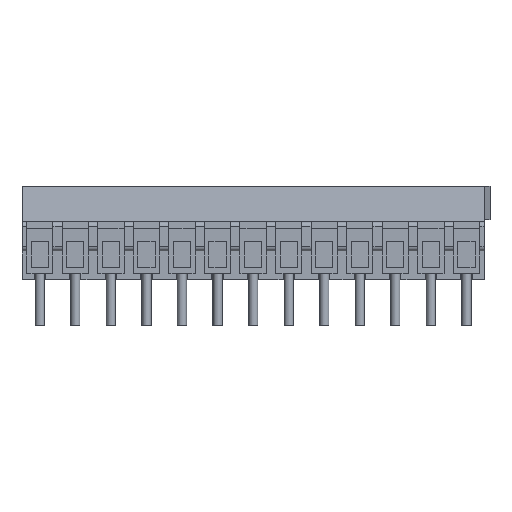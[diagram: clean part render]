
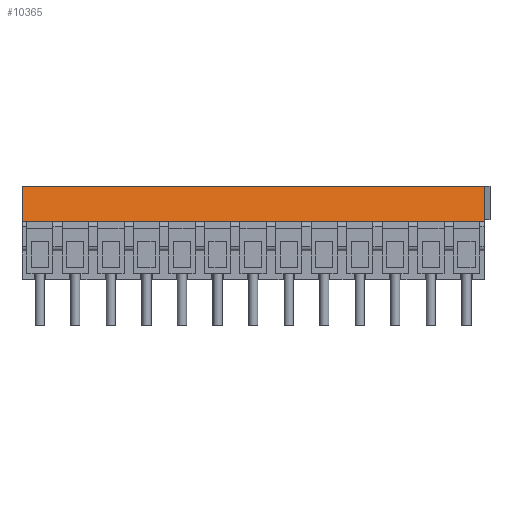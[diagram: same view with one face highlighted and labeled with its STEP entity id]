
A CAD part, front view. The second image highlights one B-rep face of the part: STEP entity #10365.
In plain terms, the highlighted planar face has unit normal (0, -0.985, 0.174).
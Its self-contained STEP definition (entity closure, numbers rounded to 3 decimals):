
#44 = PLANE('',#45);
#45 = AXIS2_PLACEMENT_3D('',#46,#47,#48);
#46 = CARTESIAN_POINT('',(-1.75,-0.574,4.593));
#47 = DIRECTION('',(-1.,-0.,-0.));
#48 = DIRECTION('',(0.,0.,-1.));
#2362 = PLANE('',#2363);
#2363 = AXIS2_PLACEMENT_3D('',#2364,#2365,#2366);
#2364 = CARTESIAN_POINT('',(43.75,-0.574,4.593));
#2365 = DIRECTION('',(1.,0.,0.));
#2366 = DIRECTION('',(0.,0.,1.));
#2546 = VERTEX_POINT('',#2547);
#2547 = CARTESIAN_POINT('',(-1.75,-3.45,5.7));
#2561 = PLANE('',#2562);
#2562 = AXIS2_PLACEMENT_3D('',#2563,#2564,#2565);
#2563 = CARTESIAN_POINT('',(21.,-3.723,5.7));
#2564 = DIRECTION('',(0.,0.,1.));
#2565 = DIRECTION('',(0.,1.,0.));
#2573 = EDGE_CURVE('',#2574,#2546,#2576,.T.);
#2574 = VERTEX_POINT('',#2575);
#2575 = CARTESIAN_POINT('',(-1.75,-2.83,9.2));
#2576 = SURFACE_CURVE('',#2577,(#2581,#2588),.PCURVE_S1.);
#2577 = LINE('',#2578,#2579);
#2578 = CARTESIAN_POINT('',(-1.75,-2.83,9.2));
#2579 = VECTOR('',#2580,1.);
#2580 = DIRECTION('',(0.,-0.174,-0.985));
#2581 = PCURVE('',#44,#2582);
#2582 = DEFINITIONAL_REPRESENTATION('',(#2583),#2587);
#2583 = LINE('',#2584,#2585);
#2584 = CARTESIAN_POINT('',(-4.607,2.256));
#2585 = VECTOR('',#2586,1.);
#2586 = DIRECTION('',(0.985,0.174));
#2587 = ( GEOMETRIC_REPRESENTATION_CONTEXT(2)
PARAMETRIC_REPRESENTATION_CONTEXT() REPRESENTATION_CONTEXT('2D SPACE',''
) );
#2588 = PCURVE('',#2589,#2594);
#2589 = PLANE('',#2590);
#2590 = AXIS2_PLACEMENT_3D('',#2591,#2592,#2593);
#2591 = CARTESIAN_POINT('',(-1.75,-2.83,9.2));
#2592 = DIRECTION('',(0.,0.985,-0.174));
#2593 = DIRECTION('',(0.,-0.174,-0.985));
#2594 = DEFINITIONAL_REPRESENTATION('',(#2595),#2599);
#2595 = LINE('',#2596,#2597);
#2596 = CARTESIAN_POINT('',(0.,0.));
#2597 = VECTOR('',#2598,1.);
#2598 = DIRECTION('',(1.,0.));
#2599 = ( GEOMETRIC_REPRESENTATION_CONTEXT(2)
PARAMETRIC_REPRESENTATION_CONTEXT() REPRESENTATION_CONTEXT('2D SPACE',''
) );
#2617 = PLANE('',#2618);
#2618 = AXIS2_PLACEMENT_3D('',#2619,#2620,#2621);
#2619 = CARTESIAN_POINT('',(21.029,0.104,9.2));
#2620 = DIRECTION('',(0.,0.,1.));
#2621 = DIRECTION('',(0.,1.,0.));
#3217 = VERTEX_POINT('',#3218);
#3218 = CARTESIAN_POINT('',(43.75,-2.83,9.2));
#3239 = EDGE_CURVE('',#3217,#3240,#3242,.T.);
#3240 = VERTEX_POINT('',#3241);
#3241 = CARTESIAN_POINT('',(43.75,-3.45,5.7));
#3242 = SURFACE_CURVE('',#3243,(#3247,#3254),.PCURVE_S1.);
#3243 = LINE('',#3244,#3245);
#3244 = CARTESIAN_POINT('',(43.75,-2.83,9.2));
#3245 = VECTOR('',#3246,1.);
#3246 = DIRECTION('',(0.,-0.174,-0.985));
#3247 = PCURVE('',#2362,#3248);
#3248 = DEFINITIONAL_REPRESENTATION('',(#3249),#3253);
#3249 = LINE('',#3250,#3251);
#3250 = CARTESIAN_POINT('',(4.607,2.256));
#3251 = VECTOR('',#3252,1.);
#3252 = DIRECTION('',(-0.985,0.174));
#3253 = ( GEOMETRIC_REPRESENTATION_CONTEXT(2)
PARAMETRIC_REPRESENTATION_CONTEXT() REPRESENTATION_CONTEXT('2D SPACE',''
) );
#3254 = PCURVE('',#2589,#3255);
#3255 = DEFINITIONAL_REPRESENTATION('',(#3256),#3260);
#3256 = LINE('',#3257,#3258);
#3257 = CARTESIAN_POINT('',(0.,-45.5));
#3258 = VECTOR('',#3259,1.);
#3259 = DIRECTION('',(1.,0.));
#3260 = ( GEOMETRIC_REPRESENTATION_CONTEXT(2)
PARAMETRIC_REPRESENTATION_CONTEXT() REPRESENTATION_CONTEXT('2D SPACE',''
) );
#9545 = EDGE_CURVE('',#2574,#3217,#9546,.T.);
#9546 = SURFACE_CURVE('',#9547,(#9551,#9558),.PCURVE_S1.);
#9547 = LINE('',#9548,#9549);
#9548 = CARTESIAN_POINT('',(-1.75,-2.83,9.2));
#9549 = VECTOR('',#9550,1.);
#9550 = DIRECTION('',(1.,0.,0.));
#9551 = PCURVE('',#2617,#9552);
#9552 = DEFINITIONAL_REPRESENTATION('',(#9553),#9557);
#9553 = LINE('',#9554,#9555);
#9554 = CARTESIAN_POINT('',(-2.934,22.779));
#9555 = VECTOR('',#9556,1.);
#9556 = DIRECTION('',(0.,-1.));
#9557 = ( GEOMETRIC_REPRESENTATION_CONTEXT(2)
PARAMETRIC_REPRESENTATION_CONTEXT() REPRESENTATION_CONTEXT('2D SPACE',''
) );
#9558 = PCURVE('',#2589,#9559);
#9559 = DEFINITIONAL_REPRESENTATION('',(#9560),#9564);
#9560 = LINE('',#9561,#9562);
#9561 = CARTESIAN_POINT('',(0.,0.));
#9562 = VECTOR('',#9563,1.);
#9563 = DIRECTION('',(0.,-1.));
#9564 = ( GEOMETRIC_REPRESENTATION_CONTEXT(2)
PARAMETRIC_REPRESENTATION_CONTEXT() REPRESENTATION_CONTEXT('2D SPACE',''
) );
#10365 = ADVANCED_FACE('',(#10366),#2589,.F.);
#10366 = FACE_BOUND('',#10367,.F.);
#10367 = EDGE_LOOP('',(#10368,#10369,#10370,#10391));
#10368 = ORIENTED_EDGE('',*,*,#9545,.T.);
#10369 = ORIENTED_EDGE('',*,*,#3239,.T.);
#10370 = ORIENTED_EDGE('',*,*,#10371,.F.);
#10371 = EDGE_CURVE('',#2546,#3240,#10372,.T.);
#10372 = SURFACE_CURVE('',#10373,(#10377,#10384),.PCURVE_S1.);
#10373 = LINE('',#10374,#10375);
#10374 = CARTESIAN_POINT('',(-1.75,-3.45,5.7));
#10375 = VECTOR('',#10376,1.);
#10376 = DIRECTION('',(1.,0.,0.));
#10377 = PCURVE('',#2589,#10378);
#10378 = DEFINITIONAL_REPRESENTATION('',(#10379),#10383);
#10379 = LINE('',#10380,#10381);
#10380 = CARTESIAN_POINT('',(3.554,0.));
#10381 = VECTOR('',#10382,1.);
#10382 = DIRECTION('',(0.,-1.));
#10383 = ( GEOMETRIC_REPRESENTATION_CONTEXT(2)
PARAMETRIC_REPRESENTATION_CONTEXT() REPRESENTATION_CONTEXT('2D SPACE',''
) );
#10384 = PCURVE('',#2561,#10385);
#10385 = DEFINITIONAL_REPRESENTATION('',(#10386),#10390);
#10386 = LINE('',#10387,#10388);
#10387 = CARTESIAN_POINT('',(0.273,22.75));
#10388 = VECTOR('',#10389,1.);
#10389 = DIRECTION('',(0.,-1.));
#10390 = ( GEOMETRIC_REPRESENTATION_CONTEXT(2)
PARAMETRIC_REPRESENTATION_CONTEXT() REPRESENTATION_CONTEXT('2D SPACE',''
) );
#10391 = ORIENTED_EDGE('',*,*,#2573,.F.);
